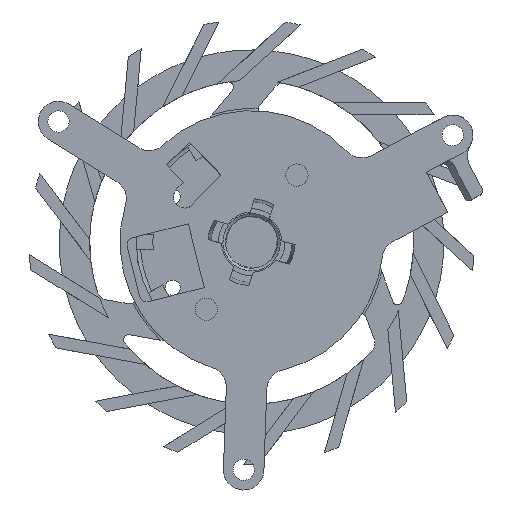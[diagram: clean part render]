
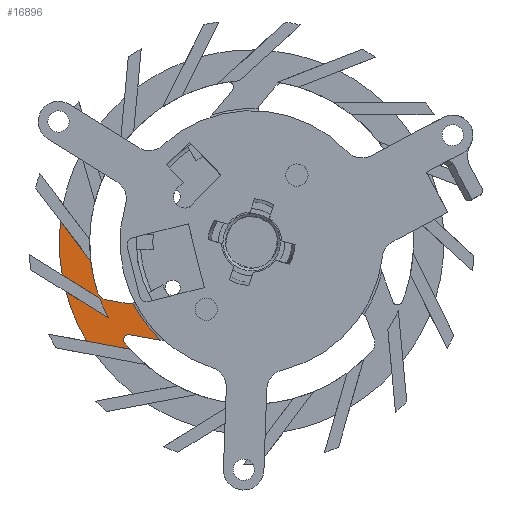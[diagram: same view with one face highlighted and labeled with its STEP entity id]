
A CAD part, front view. The second image highlights one B-rep face of the part: STEP entity #16896.
In plain terms, the highlighted face is planar.
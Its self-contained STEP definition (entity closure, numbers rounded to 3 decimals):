
#9267=CARTESIAN_POINT('',(2.,0.,0.));
#9268=DIRECTION('',(-1.,0.,0.));
#9269=DIRECTION('',(0.,-0.938,0.346));
#9270=AXIS2_PLACEMENT_3D('',#9267,#9268,#9269);
#9402=CARTESIAN_POINT('',(2.,0.,0.));
#9403=DIRECTION('',(1.,0.,0.));
#9404=DIRECTION('',(0.,-0.95,0.313));
#9405=AXIS2_PLACEMENT_3D('',#9402,#9403,#9404);
#10295=CARTESIAN_POINT('',(2.,0.,0.));
#10296=DIRECTION('',(-1.,0.,0.));
#10297=DIRECTION('',(0.,-0.966,0.257));
#10298=AXIS2_PLACEMENT_3D('',#10295,#10296,#10297);
#10305=CARTESIAN_POINT('',(2.,0.,0.));
#10306=DIRECTION('',(-1.,0.,0.));
#10307=DIRECTION('',(0.,-0.994,-0.11));
#10308=AXIS2_PLACEMENT_3D('',#10305,#10306,#10307);
#10493=DIRECTION('',(0.,0.851,0.526));
#10494=VECTOR('',#10493,4.36);
#10495=CARTESIAN_POINT('',(2.,-18.721,3.245));
#10496=LINE('',#10495,#10494);
#10497=DIRECTION('',(0.,-0.985,-0.174));
#10498=VECTOR('',#10497,2.351);
#10499=CARTESIAN_POINT('',(2.,-12.104,6.09));
#10500=LINE('',#10499,#10498);
#10501=CARTESIAN_POINT('',(2.,0.,0.));
#10502=DIRECTION('',(-1.,0.,0.));
#10503=DIRECTION('',(0.,-0.889,0.457));
#10504=AXIS2_PLACEMENT_3D('',#10501,#10502,#10503);
#10506=DIRECTION('',(0.,0.985,0.174));
#10507=VECTOR('',#10506,3.137);
#10508=CARTESIAN_POINT('',(2.,-12.053,9.145));
#10509=LINE('',#10508,#10507);
#10510=CARTESIAN_POINT('',(2.,0.,0.));
#10511=DIRECTION('',(1.,0.,0.));
#10512=DIRECTION('',(0.,-0.75,0.662));
#10513=AXIS2_PLACEMENT_3D('',#10510,#10511,#10512);
#10515=DIRECTION('',(0.,0.983,0.183));
#10516=VECTOR('',#10515,4.36);
#10517=CARTESIAN_POINT('',(2.,-16.285,9.787));
#10518=LINE('',#10517,#10516);
#11208=DIRECTION('',(0.,-0.851,-0.526));
#11209=VECTOR('',#11208,4.963);
#11210=CARTESIAN_POINT('',(2.,-14.141,7.485));
#11211=LINE('',#11210,#11209);
#11253=DIRECTION('',(0.,-0.604,-0.797));
#11254=VECTOR('',#11253,4.963);
#11255=CARTESIAN_POINT('',(2.,-15.89,1.873));
#11256=LINE('',#11255,#11254);
#11717=CARTESIAN_POINT('',(2.,-14.246,4.697));
#11718=DIRECTION('',(1.,0.,0.));
#11719=DIRECTION('',(0.,-0.174,0.985));
#11720=AXIS2_PLACEMENT_3D('',#11717,#11718,#11719);
#11744=CARTESIAN_POINT('',(2.,-12.,5.499));
#11745=DIRECTION('',(1.,0.,0.));
#11746=DIRECTION('',(0.,0.437,0.899));
#11747=AXIS2_PLACEMENT_3D('',#11744,#11745,#11746);
#11782=CARTESIAN_POINT('',(2.,-8.963,9.69));
#11809=CARTESIAN_POINT('',(2.,-12.14,9.638));
#11810=DIRECTION('',(1.,0.,0.));
#11811=DIRECTION('',(0.,-0.783,0.622));
#11812=AXIS2_PLACEMENT_3D('',#11809,#11810,#11811);
#11818=CARTESIAN_POINT('',(2.,-11.738,6.039));
#12149=CARTESIAN_POINT('',(2.,-12.053,9.145));
#12151=VERTEX_POINT('',#12149);
#12153=CARTESIAN_POINT('',(2.,-12.531,9.948));
#12155=VERTEX_POINT('',#12153);
#12166=CARTESIAN_POINT('',(2.,-14.419,5.682));
#12168=VERTEX_POINT('',#12166);
#12170=CARTESIAN_POINT('',(2.,-15.195,5.01));
#12172=VERTEX_POINT('',#12170);
#12337=CARTESIAN_POINT('',(2.,-12.104,6.09));
#12339=VERTEX_POINT('',#12337);
#12351=VERTEX_POINT('',#11782);
#12354=VERTEX_POINT('',#11818);
#12403=CARTESIAN_POINT('',(2.,-18.363,4.877));
#12405=VERTEX_POINT('',#12403);
#12407=CARTESIAN_POINT('',(2.,-18.885,-2.084));
#12409=VERTEX_POINT('',#12407);
#12599=CARTESIAN_POINT('',(2.,-14.141,7.485));
#12601=VERTEX_POINT('',#12599);
#12603=CARTESIAN_POINT('',(2.,-15.89,1.873));
#12605=VERTEX_POINT('',#12603);
#12747=CARTESIAN_POINT('',(2.,-11.999,10.584));
#12748=VERTEX_POINT('',#12747);
#12749=CARTESIAN_POINT('',(2.,-16.285,9.787));
#12750=VERTEX_POINT('',#12749);
#12759=CARTESIAN_POINT('',(2.,-18.721,3.245));
#12760=CARTESIAN_POINT('',(2.,-15.011,5.537));
#12761=VERTEX_POINT('',#12759);
#12762=VERTEX_POINT('',#12760);
#16865=CARTESIAN_POINT('',(2.,0.,0.));
#16866=DIRECTION('',(1.,0.,0.));
#16867=DIRECTION('',(0.,-1.,0.));
#16868=AXIS2_PLACEMENT_3D('',#16865,#16866,#16867);
#16869=PLANE('',#16868);
#16871=ORIENTED_EDGE('',*,*,#16870,.F.);
#16872=ORIENTED_EDGE('',*,*,#15163,.F.);
#16873=ORIENTED_EDGE('',*,*,#15510,.F.);
#16874=ORIENTED_EDGE('',*,*,#16562,.F.);
#16876=ORIENTED_EDGE('',*,*,#16875,.F.);
#16877=ORIENTED_EDGE('',*,*,#15318,.F.);
#16879=ORIENTED_EDGE('',*,*,#16878,.F.);
#16881=ORIENTED_EDGE('',*,*,#16880,.F.);
#16883=ORIENTED_EDGE('',*,*,#16882,.F.);
#16885=ORIENTED_EDGE('',*,*,#16884,.T.);
#16887=ORIENTED_EDGE('',*,*,#16886,.F.);
#16889=ORIENTED_EDGE('',*,*,#16888,.F.);
#16890=ORIENTED_EDGE('',*,*,#15253,.F.);
#16892=ORIENTED_EDGE('',*,*,#16891,.F.);
#16893=ORIENTED_EDGE('',*,*,#16547,.F.);
#16894=EDGE_LOOP('',(#16871,#16872,#16873,#16874,#16876,#16877,#16879,#16881,
#16883,#16885,#16887,#16889,#16890,#16892,#16893));
#16895=FACE_OUTER_BOUND('',#16894,.F.);
#9271=CIRCLE('',#9270,16.);
#9406=CIRCLE('',#9405,16.);
#10299=CIRCLE('',#10298,19.);
#10309=CIRCLE('',#10308,19.);
#10505=CIRCLE('',#10504,13.2);
#10514=CIRCLE('',#10513,16.);
#11721=CIRCLE('',#11720,1.);
#11748=CIRCLE('',#11747,0.6);
#11813=CIRCLE('',#11812,0.5);
#15163=EDGE_CURVE('',#12762,#12601,#9271,.T.);
#15253=EDGE_CURVE('',#12748,#12155,#10514,.T.);
#15318=EDGE_CURVE('',#12172,#12605,#9406,.T.);
#15510=EDGE_CURVE('',#12761,#12762,#10496,.T.);
#16547=EDGE_CURVE('',#12405,#12750,#10299,.T.);
#16562=EDGE_CURVE('',#12409,#12761,#10309,.T.);
#16870=EDGE_CURVE('',#12601,#12405,#11211,.T.);
#16875=EDGE_CURVE('',#12605,#12409,#11256,.T.);
#16878=EDGE_CURVE('',#12168,#12172,#11721,.T.);
#16880=EDGE_CURVE('',#12339,#12168,#10500,.T.);
#16882=EDGE_CURVE('',#12354,#12339,#11748,.T.);
#16884=EDGE_CURVE('',#12354,#12351,#10505,.T.);
#16886=EDGE_CURVE('',#12151,#12351,#10509,.T.);
#16888=EDGE_CURVE('',#12155,#12151,#11813,.T.);
#16891=EDGE_CURVE('',#12750,#12748,#10518,.T.);
#16896=ADVANCED_FACE('',(#16895),#16869,.F.);
